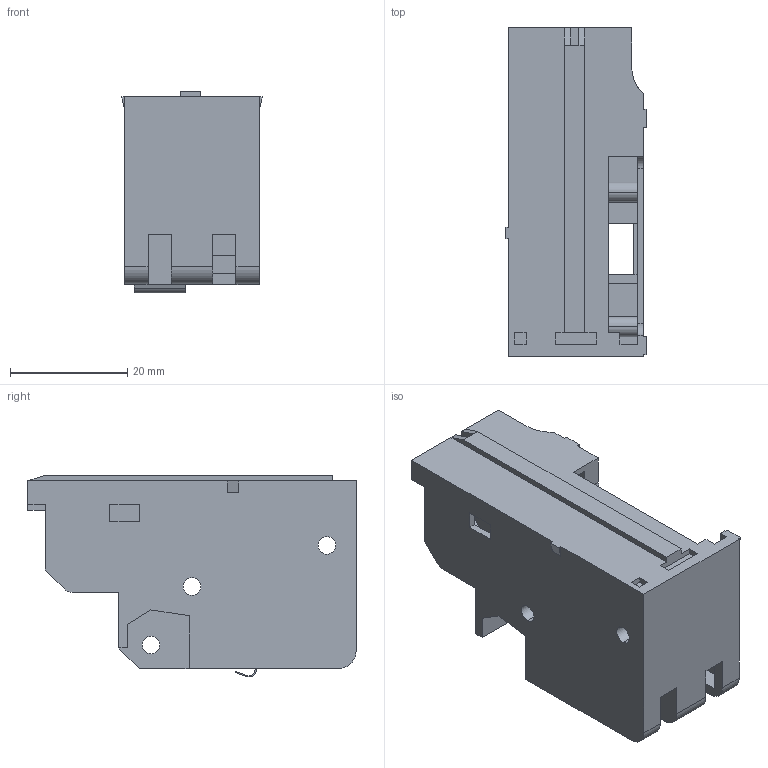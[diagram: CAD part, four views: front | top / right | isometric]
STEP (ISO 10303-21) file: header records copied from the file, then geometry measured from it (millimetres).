
FILE_DESCRIPTION (( 'STEP AP203' ), '1' );
FILE_NAME ('Àâàðèéíûé êîíòàêò ê ÂÀ-99 250-400À.STEP', '2016-10-24T10:20:04', ( 'kuryshev' ), ( '' ), 'SwSTEP 2.0', 'SolidWorks 2010', '' );
FILE_SCHEMA (( 'CONFIG_CONTROL_DESIGN' ));
Length unit declared in the file: millimetre
Products named in the file (1): Àâàðèéíûé êîíòàêò ê ÂÀ-99 250-400À
Bounding box: 24 x 56 x 34.44 mm (x, y, z)
Volume: 15673.5 mm3; surface area: 12829.8 mm2
Topology: 1 solids, 1 shells, 176 faces, 505 edges, 329 vertices
Faces by surface type: plane 145, cylinder 31
Entity records: 5795 total; most frequent: CARTESIAN_POINT 1016, ORIENTED_EDGE 1010, DIRECTION 920, EDGE_CURVE 505, VECTOR 442, LINE 442, VERTEX_POINT 329, AXIS2_PLACEMENT_3D 239
